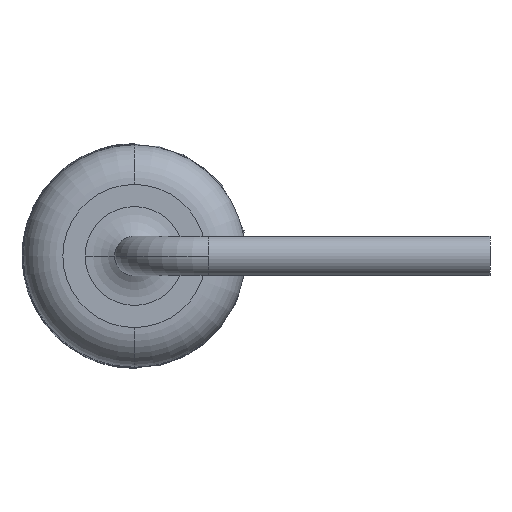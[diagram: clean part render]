
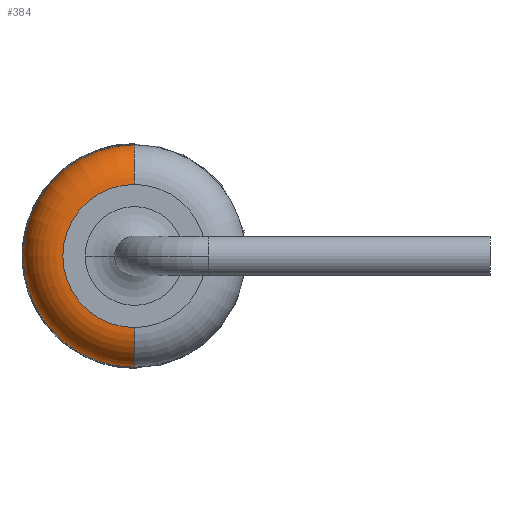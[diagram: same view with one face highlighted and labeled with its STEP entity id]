
A CAD part, left-side view. The second image highlights one B-rep face of the part: STEP entity #384.
In plain terms, the highlighted toroidal (fillet/blend) face has major radius 1.45 mm and minor radius 0.8 mm.
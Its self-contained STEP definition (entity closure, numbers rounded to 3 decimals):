
#114 = ORIENTED_EDGE ( 'NONE', *, *, #1077, .T. ) ;
#121 = DIRECTION ( 'NONE',  ( -1., 0., 0. ) ) ;
#139 = EDGE_CURVE ( 'NONE', #2099, #746, #2520, .T. ) ;
#214 = EDGE_CURVE ( 'NONE', #746, #2258, #1811, .T. ) ;
#235 = CARTESIAN_POINT ( 'NONE',  ( -4.7, 0., -2.25 ) ) ;
#268 = DIRECTION ( 'NONE',  ( 0., -1., 0. ) ) ;
#368 = DIRECTION ( 'NONE',  ( 0., 0., -1. ) ) ;
#384 = ADVANCED_FACE ( 'NONE', ( #1049 ), #544, .T. ) ;
#393 = ORIENTED_EDGE ( 'NONE', *, *, #139, .F. ) ;
#441 = EDGE_CURVE ( 'NONE', #1128, #2099, #2357, .T. ) ;
#449 = CARTESIAN_POINT ( 'NONE',  ( -4.7, 0., -1.45 ) ) ;
#518 = DIRECTION ( 'NONE',  ( 1., 0., 0. ) ) ;
#544 = TOROIDAL_SURFACE ( 'NONE', #2083, 1.45, 0.8 ) ;
#599 = CARTESIAN_POINT ( 'NONE',  ( -4.7, 0., 0. ) ) ;
#724 = CARTESIAN_POINT ( 'NONE',  ( -4.7, 0., 1.45 ) ) ;
#746 = VERTEX_POINT ( 'NONE', #235 ) ;
#760 = CARTESIAN_POINT ( 'NONE',  ( -4.7, 0., 0. ) ) ;
#915 = DIRECTION ( 'NONE',  ( 0., 0., 1. ) ) ;
#1040 = CIRCLE ( 'NONE', #1181, 0.8 ) ;
#1049 = FACE_OUTER_BOUND ( 'NONE', #2091, .T. ) ;
#1077 = EDGE_CURVE ( 'NONE', #1128, #2258, #1040, .T. ) ;
#1116 = CARTESIAN_POINT ( 'NONE',  ( -4.7, 0., 2.25 ) ) ;
#1128 = VERTEX_POINT ( 'NONE', #1195 ) ;
#1181 = AXIS2_PLACEMENT_3D ( 'NONE', #724, #2459, #915 ) ;
#1195 = CARTESIAN_POINT ( 'NONE',  ( -5.5, 0., 1.45 ) ) ;
#1223 = DIRECTION ( 'NONE',  ( 1., 0., 0. ) ) ;
#1426 = CARTESIAN_POINT ( 'NONE',  ( -5.5, 0., -1.45 ) ) ;
#1717 = DIRECTION ( 'NONE',  ( 0., 0., -1. ) ) ;
#1771 = AXIS2_PLACEMENT_3D ( 'NONE', #760, #518, #368 ) ;
#1811 = CIRCLE ( 'NONE', #1771, 2.25 ) ;
#1839 = DIRECTION ( 'NONE',  ( 0., 0., -1. ) ) ;
#1857 = AXIS2_PLACEMENT_3D ( 'NONE', #449, #268, #1717 ) ;
#2005 = ORIENTED_EDGE ( 'NONE', *, *, #214, .F. ) ;
#2022 = CARTESIAN_POINT ( 'NONE',  ( -5.5, 0., 0. ) ) ;
#2083 = AXIS2_PLACEMENT_3D ( 'NONE', #599, #1223, #1839 ) ;
#2091 = EDGE_LOOP ( 'NONE', ( #2535, #114, #2005, #393 ) ) ;
#2099 = VERTEX_POINT ( 'NONE', #1426 ) ;
#2210 = DIRECTION ( 'NONE',  ( 0., 0., -1. ) ) ;
#2258 = VERTEX_POINT ( 'NONE', #1116 ) ;
#2269 = AXIS2_PLACEMENT_3D ( 'NONE', #2022, #121, #2210 ) ;
#2357 = CIRCLE ( 'NONE', #2269, 1.45 ) ;
#2459 = DIRECTION ( 'NONE',  ( 0., 1., 0. ) ) ;
#2520 = CIRCLE ( 'NONE', #1857, 0.8 ) ;
#2535 = ORIENTED_EDGE ( 'NONE', *, *, #441, .F. ) ;
